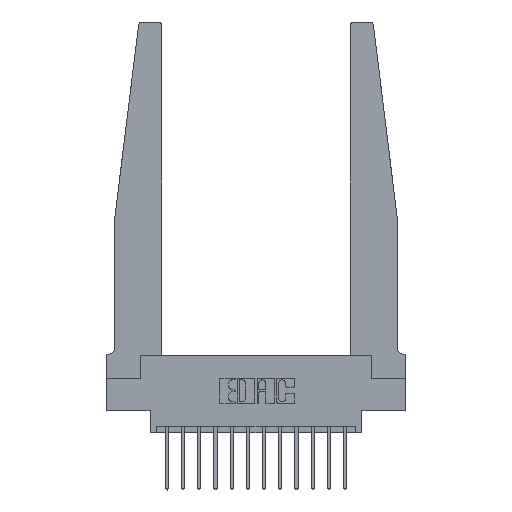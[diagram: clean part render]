
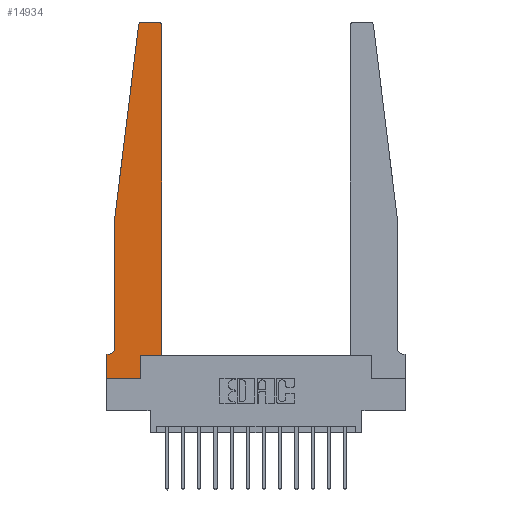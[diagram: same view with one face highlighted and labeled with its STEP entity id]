
A CAD part, top view. The second image highlights one B-rep face of the part: STEP entity #14934.
In plain terms, the highlighted planar face has unit normal (0, 0, 1).
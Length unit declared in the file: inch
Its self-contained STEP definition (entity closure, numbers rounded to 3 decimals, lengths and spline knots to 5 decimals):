
#254 = VECTOR ( 'NONE', #4821, 39.37008 ) ;
#505 = DIRECTION ( 'NONE',  ( 0., 1., 0. ) ) ;
#535 = CARTESIAN_POINT ( 'NONE',  ( 0.425, 0.18, 0.37 ) ) ;
#743 = CARTESIAN_POINT ( 'NONE',  ( 0.2605, 0., 0.37 ) ) ;
#867 = ORIENTED_EDGE ( 'NONE', *, *, #4298, .T. ) ;
#989 = DIRECTION ( 'NONE',  ( 0., -1., 0. ) ) ;
#1429 = CARTESIAN_POINT ( 'NONE',  ( 0.065, 1.25, 0.37 ) ) ;
#1799 = ORIENTED_EDGE ( 'NONE', *, *, #7507, .T. ) ;
#1870 = ORIENTED_EDGE ( 'NONE', *, *, #7870, .T. ) ;
#1966 = LINE ( 'NONE', #7564, #4978 ) ;
#2204 = CARTESIAN_POINT ( 'NONE',  ( 0.015, 0.2375, 0.37 ) ) ;
#2359 = VECTOR ( 'NONE', #505, 39.37008 ) ;
#2361 = EDGE_CURVE ( 'NONE', #2463, #15854, #9247, .T. ) ;
#2463 = VERTEX_POINT ( 'NONE', #743 ) ;
#2686 = ORIENTED_EDGE ( 'NONE', *, *, #15171, .T. ) ;
#2932 = PLANE ( 'NONE',  #11145 ) ;
#2990 = VERTEX_POINT ( 'NONE', #13576 ) ;
#3031 = CARTESIAN_POINT ( 'NONE',  ( 0.065, 1.25, 0.37 ) ) ;
#3309 = LINE ( 'NONE', #16508, #9795 ) ;
#3501 = DIRECTION ( 'NONE',  ( -1., 0., 0. ) ) ;
#3524 = CARTESIAN_POINT ( 'NONE',  ( 0.395, 2.75, 0.37 ) ) ;
#3869 = ORIENTED_EDGE ( 'NONE', *, *, #12910, .T. ) ;
#4046 = DIRECTION ( 'NONE',  ( 1., 0., 0. ) ) ;
#4227 = DIRECTION ( 'NONE',  ( 1., 0., 0. ) ) ;
#4298 = EDGE_CURVE ( 'NONE', #4681, #8865, #5752, .T. ) ;
#4554 = CARTESIAN_POINT ( 'NONE',  ( 0.395, 2.72, 0.37 ) ) ;
#4558 = ORIENTED_EDGE ( 'NONE', *, *, #7766, .T. ) ;
#4675 = DIRECTION ( 'NONE',  ( 0., 0., 1. ) ) ;
#4681 = VERTEX_POINT ( 'NONE', #6814 ) ;
#4747 = VERTEX_POINT ( 'NONE', #14705 ) ;
#4821 = DIRECTION ( 'NONE',  ( 0., 1., 0. ) ) ;
#4871 = LINE ( 'NONE', #5413, #8327 ) ;
#4978 = VECTOR ( 'NONE', #12738, 39.37008 ) ;
#5029 = AXIS2_PLACEMENT_3D ( 'NONE', #2204, #11277, #3501 ) ;
#5052 = DIRECTION ( 'NONE',  ( 0., -1., 0. ) ) ;
#5413 = CARTESIAN_POINT ( 'NONE',  ( 0.065, 0.1875, 0.37 ) ) ;
#5603 = CIRCLE ( 'NONE', #6424, 0.03 ) ;
#5752 = CIRCLE ( 'NONE', #5029, 0.05 ) ;
#5845 = DIRECTION ( 'NONE',  ( 1., 0., 0. ) ) ;
#6169 = CIRCLE ( 'NONE', #7595, 0.03 ) ;
#6424 = AXIS2_PLACEMENT_3D ( 'NONE', #12461, #4675, #13769 ) ;
#6814 = CARTESIAN_POINT ( 'NONE',  ( 0.065, 0.2375, 0.37 ) ) ;
#7155 = LINE ( 'NONE', #7375, #254 ) ;
#7375 = CARTESIAN_POINT ( 'NONE',  ( 0.425, 0.18, 0.37 ) ) ;
#7507 = EDGE_CURVE ( 'NONE', #15854, #7583, #13438, .T. ) ;
#7556 = VERTEX_POINT ( 'NONE', #13447 ) ;
#7564 = CARTESIAN_POINT ( 'NONE',  ( 0., 0., 0.37 ) ) ;
#7583 = VERTEX_POINT ( 'NONE', #535 ) ;
#7595 = AXIS2_PLACEMENT_3D ( 'NONE', #4554, #13634, #5845 ) ;
#7656 = CARTESIAN_POINT ( 'NONE',  ( 0.25, 2.75, 0.37 ) ) ;
#7755 = EDGE_CURVE ( 'NONE', #7583, #4747, #7155, .T. ) ;
#7766 = EDGE_CURVE ( 'NONE', #11830, #14813, #3309, .T. ) ;
#7870 = EDGE_CURVE ( 'NONE', #14014, #2990, #8143, .T. ) ;
#8025 = CARTESIAN_POINT ( 'NONE',  ( 0., 0.1875, 0.37 ) ) ;
#8143 = LINE ( 'NONE', #7656, #14651 ) ;
#8327 = VECTOR ( 'NONE', #15790, 39.37008 ) ;
#8585 = CARTESIAN_POINT ( 'NONE',  ( 0.015, 0.1875, 0.37 ) ) ;
#8605 = EDGE_CURVE ( 'NONE', #8865, #11830, #4871, .T. ) ;
#8865 = VERTEX_POINT ( 'NONE', #8585 ) ;
#8897 = CARTESIAN_POINT ( 'NONE',  ( 0.2605, 0.18, 0.37 ) ) ;
#8953 = DIRECTION ( 'NONE',  ( -1., 0., 0. ) ) ;
#9209 = CARTESIAN_POINT ( 'NONE',  ( 0.425, 0.18, 0.37 ) ) ;
#9247 = LINE ( 'NONE', #16025, #2359 ) ;
#9303 = EDGE_CURVE ( 'NONE', #7556, #10283, #11583, .T. ) ;
#9795 = VECTOR ( 'NONE', #989, 39.37008 ) ;
#10009 = VECTOR ( 'NONE', #4046, 39.37008 ) ;
#10283 = VERTEX_POINT ( 'NONE', #1429 ) ;
#11130 = ORIENTED_EDGE ( 'NONE', *, *, #9303, .T. ) ;
#11145 = AXIS2_PLACEMENT_3D ( 'NONE', #8025, #12006, #4227 ) ;
#11277 = DIRECTION ( 'NONE',  ( 0., 0., -1. ) ) ;
#11536 = CARTESIAN_POINT ( 'NONE',  ( 0., 0.1875, 0.37 ) ) ;
#11583 = LINE ( 'NONE', #3031, #14606 ) ;
#11744 = CARTESIAN_POINT ( 'NONE',  ( 0., 0., 0.37 ) ) ;
#11830 = VERTEX_POINT ( 'NONE', #11536 ) ;
#11941 = FACE_OUTER_BOUND ( 'NONE', #13618, .T. ) ;
#12006 = DIRECTION ( 'NONE',  ( 0., 0., 1. ) ) ;
#12187 = ORIENTED_EDGE ( 'NONE', *, *, #8605, .T. ) ;
#12461 = CARTESIAN_POINT ( 'NONE',  ( 0.27653, 2.72, 0.37 ) ) ;
#12472 = EDGE_CURVE ( 'NONE', #14813, #2463, #1966, .T. ) ;
#12738 = DIRECTION ( 'NONE',  ( 1., 0., 0. ) ) ;
#12867 = ORIENTED_EDGE ( 'NONE', *, *, #12472, .T. ) ;
#12910 = EDGE_CURVE ( 'NONE', #4747, #14014, #6169, .T. ) ;
#13388 = DIRECTION ( 'NONE',  ( -0.122, -0.992, 0. ) ) ;
#13438 = LINE ( 'NONE', #9209, #10009 ) ;
#13447 = CARTESIAN_POINT ( 'NONE',  ( 0.24675, 2.72367, 0.37 ) ) ;
#13576 = CARTESIAN_POINT ( 'NONE',  ( 0.27653, 2.75, 0.37 ) ) ;
#13618 = EDGE_LOOP ( 'NONE', ( #1870, #2686, #11130, #15663, #867, #12187, #4558, #12867, #16469, #1799, #16587, #3869 ) ) ;
#13634 = DIRECTION ( 'NONE',  ( 0., 0., 1. ) ) ;
#13769 = DIRECTION ( 'NONE',  ( 1., 0., 0. ) ) ;
#13950 = LINE ( 'NONE', #16747, #14365 ) ;
#14014 = VERTEX_POINT ( 'NONE', #3524 ) ;
#14365 = VECTOR ( 'NONE', #5052, 39.37008 ) ;
#14606 = VECTOR ( 'NONE', #13388, 39.37008 ) ;
#14651 = VECTOR ( 'NONE', #8953, 39.37008 ) ;
#14705 = CARTESIAN_POINT ( 'NONE',  ( 0.425, 2.72, 0.37 ) ) ;
#14813 = VERTEX_POINT ( 'NONE', #11744 ) ;
#14934 = ADVANCED_FACE ( 'NONE', ( #11941 ), #2932, .T. ) ;
#15171 = EDGE_CURVE ( 'NONE', #2990, #7556, #5603, .T. ) ;
#15358 = EDGE_CURVE ( 'NONE', #10283, #4681, #13950, .T. ) ;
#15663 = ORIENTED_EDGE ( 'NONE', *, *, #15358, .T. ) ;
#15790 = DIRECTION ( 'NONE',  ( -1., 0., 0. ) ) ;
#15854 = VERTEX_POINT ( 'NONE', #8897 ) ;
#16025 = CARTESIAN_POINT ( 'NONE',  ( 0.2605, 0.18, 0.37 ) ) ;
#16469 = ORIENTED_EDGE ( 'NONE', *, *, #2361, .T. ) ;
#16508 = CARTESIAN_POINT ( 'NONE',  ( 0., 0., 0.37 ) ) ;
#16587 = ORIENTED_EDGE ( 'NONE', *, *, #7755, .T. ) ;
#16747 = CARTESIAN_POINT ( 'NONE',  ( 0.065, 1.25, 0.37 ) ) ;
